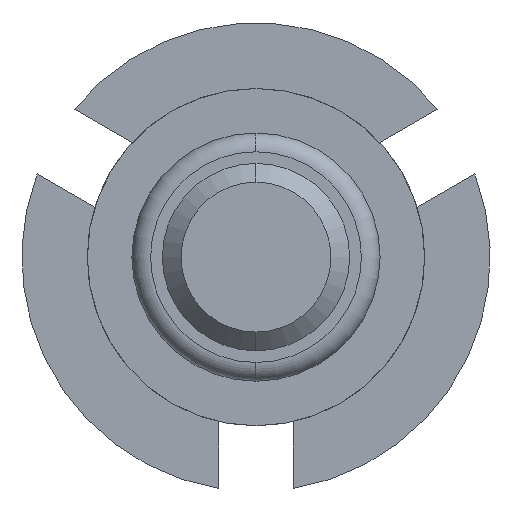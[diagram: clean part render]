
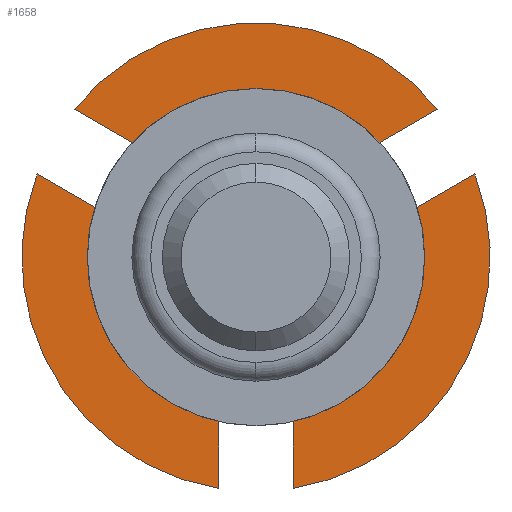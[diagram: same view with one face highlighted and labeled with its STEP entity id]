
A CAD part, front view. The second image highlights one B-rep face of the part: STEP entity #1658.
In plain terms, the highlighted planar face has unit normal (0, -1, 0).
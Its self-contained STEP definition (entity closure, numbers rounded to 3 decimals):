
#24 = LINE ( 'NONE', #701, #1962 ) ;
#29 = CARTESIAN_POINT ( 'NONE',  ( 1.937, 5.5, 1.58 ) ) ;
#91 = VECTOR ( 'NONE', #1424, 1000. ) ;
#110 = CARTESIAN_POINT ( 'NONE',  ( -0.4, 5.5, -2.468 ) ) ;
#128 = DIRECTION ( 'NONE',  ( -1., 0., 0. ) ) ;
#130 = LINE ( 'NONE', #385, #236 ) ;
#142 = EDGE_CURVE ( 'Defeature ausgef�hrt4_44+Defeature ausgef�hrt4_27+Defeature ausgef�hrt4_45+Defeature ausgef�hrt4_43', #918, #3724, #4344, .T. ) ;
#144 = VERTEX_POINT ( 'NONE', #2876 ) ;
#184 = FACE_BOUND ( 'NONE', #3423, .T. ) ;
#210 = VERTEX_POINT ( 'NONE', #1174 ) ;
#236 = VECTOR ( 'NONE', #2524, 1000. ) ;
#271 = CARTESIAN_POINT ( 'NONE',  ( 2.337, 5.5, 0.887 ) ) ;
#279 = EDGE_CURVE ( 'Defeature ausgef�hrt4_36+Defeature ausgef�hrt4_27+Defeature ausgef�hrt4_43+Defeature ausgef�hrt4_39', #4047, #210, #1721, .T. ) ;
#305 = CARTESIAN_POINT ( 'NONE',  ( -0.4, 5.5, -1.5 ) ) ;
#323 = VERTEX_POINT ( 'NONE', #1423 ) ;
#346 = DIRECTION ( 'NONE',  ( -0.866, 0., 0.5 ) ) ;
#369 = LINE ( 'NONE', #4264, #4066 ) ;
#376 = EDGE_LOOP ( 'NONE', ( #1620, #2744, #3165, #2806, #2627, #1528, #4083, #2562, #3812, #1253, #2701, #2654 ) ) ;
#385 = CARTESIAN_POINT ( 'NONE',  ( -1.299, 5.5, 0.75 ) ) ;
#392 = DIRECTION ( 'NONE',  ( 0., 0., 1. ) ) ;
#466 = CARTESIAN_POINT ( 'NONE',  ( -1.937, 5.5, 1.58 ) ) ;
#478 = ORIENTED_EDGE ( 'NONE', *, *, #1170, .F. ) ;
#568 = CARTESIAN_POINT ( 'NONE',  ( 0., 5.5, 0. ) ) ;
#577 = CARTESIAN_POINT ( 'NONE',  ( -1.099, 5.5, 1.096 ) ) ;
#622 = DIRECTION ( 'NONE',  ( 0., 0., -1. ) ) ;
#699 = DIRECTION ( 'NONE',  ( 0., 0., -1. ) ) ;
#701 = CARTESIAN_POINT ( 'NONE',  ( 0.2, 5.5, -0.346 ) ) ;
#702 = VECTOR ( 'NONE', #128, 1000. ) ;
#717 = VERTEX_POINT ( 'NONE', #1657 ) ;
#791 = CARTESIAN_POINT ( 'NONE',  ( 1.499, 5.5, 0.404 ) ) ;
#818 = LINE ( 'NONE', #1970, #2086 ) ;
#834 = CARTESIAN_POINT ( 'NONE',  ( -2.337, 5.5, 0.887 ) ) ;
#869 = VECTOR ( 'NONE', #3586, 1000. ) ;
#911 = VERTEX_POINT ( 'NONE', #1388 ) ;
#918 = VERTEX_POINT ( 'NONE', #3447 ) ;
#941 = VERTEX_POINT ( 'NONE', #2838 ) ;
#954 = VECTOR ( 'NONE', #4346, 1000. ) ;
#1045 = AXIS2_PLACEMENT_3D ( 'NONE', #4050, #2640, #3693 ) ;
#1068 = VERTEX_POINT ( 'NONE', #3903 ) ;
#1077 = EDGE_CURVE ( 'Defeature ausgef�hrt4_42+Defeature ausgef�hrt4_27+Defeature ausgef�hrt4_40+Defeature ausgef�hrt4_41', #941, #1292, #130, .T. ) ;
#1094 = LINE ( 'NONE', #1493, #4394 ) ;
#1116 = FACE_OUTER_BOUND ( 'NONE', #376, .T. ) ;
#1145 = CARTESIAN_POINT ( 'NONE',  ( 0., 5.5, 1.075 ) ) ;
#1170 = EDGE_CURVE ( 'Defeature ausgef�hrt4_29+Defeature ausgef�hrt4_27+Defeature ausgef�hrt4_30+Defeature ausgef�hrt4_32', #717, #911, #1899, .T. ) ;
#1174 = CARTESIAN_POINT ( 'NONE',  ( 0.4, 5.5, -2.468 ) ) ;
#1253 = ORIENTED_EDGE ( 'NONE', *, *, #3085, .F. ) ;
#1292 = VERTEX_POINT ( 'NONE', #577 ) ;
#1371 = LINE ( 'NONE', #1145, #4500 ) ;
#1388 = CARTESIAN_POINT ( 'NONE',  ( -1.655, 5.5, 0. ) ) ;
#1423 = CARTESIAN_POINT ( 'NONE',  ( 0.4, 5.5, -1.5 ) ) ;
#1424 = DIRECTION ( 'NONE',  ( 0.839, 0., -0.545 ) ) ;
#1430 = DIRECTION ( 'NONE',  ( 0.866, 0., -0.5 ) ) ;
#1485 = CIRCLE ( 'NONE', #2981, 2.5 ) ;
#1493 = CARTESIAN_POINT ( 'NONE',  ( -0.2, 5.5, -0.346 ) ) ;
#1519 = DIRECTION ( 'NONE',  ( 0.5, 0., -0.866 ) ) ;
#1528 = ORIENTED_EDGE ( 'NONE', *, *, #1077, .F. ) ;
#1570 = VERTEX_POINT ( 'NONE', #29 ) ;
#1578 = CARTESIAN_POINT ( 'NONE',  ( 0., 5.5, 0. ) ) ;
#1620 = ORIENTED_EDGE ( 'NONE', *, *, #1995, .F. ) ;
#1657 = CARTESIAN_POINT ( 'NONE',  ( 0., 5.5, 1.075 ) ) ;
#1658 = ADVANCED_FACE ( 'Defeature ausgef�hrt4_27', ( #1116, #184 ), #2284, .T. ) ;
#1670 = AXIS2_PLACEMENT_3D ( 'NONE', #568, #3038, #2349 ) ;
#1721 = CIRCLE ( 'NONE', #1852, 2.5 ) ;
#1772 = DIRECTION ( 'NONE',  ( 0., 0., -1. ) ) ;
#1818 = LINE ( 'NONE', #2126, #2314 ) ;
#1825 = DIRECTION ( 'NONE',  ( -0.839, 0., 0.545 ) ) ;
#1852 = AXIS2_PLACEMENT_3D ( 'NONE', #1578, #1991, #699 ) ;
#1862 = LINE ( 'NONE', #2888, #869 ) ;
#1899 = LINE ( 'NONE', #3978, #954 ) ;
#1962 = VECTOR ( 'NONE', #3111, 1000. ) ;
#1970 = CARTESIAN_POINT ( 'NONE',  ( 1.655, 5.5, 0. ) ) ;
#1991 = DIRECTION ( 'NONE',  ( 0., 1., 0. ) ) ;
#1995 = EDGE_CURVE ( 'Defeature ausgef�hrt4_43+Defeature ausgef�hrt4_27+Defeature ausgef�hrt4_44+Defeature ausgef�hrt4_36', #3724, #4047, #24, .T. ) ;
#2044 = CARTESIAN_POINT ( 'NONE',  ( 0., 5.5, 0. ) ) ;
#2086 = VECTOR ( 'NONE', #3406, 1000. ) ;
#2126 = CARTESIAN_POINT ( 'NONE',  ( 0.2, 5.5, 0.346 ) ) ;
#2284 = PLANE ( 'NONE',  #1670 ) ;
#2314 = VECTOR ( 'NONE', #346, 1000. ) ;
#2349 = DIRECTION ( 'NONE',  ( 0., 0., -1. ) ) ;
#2427 = DIRECTION ( 'NONE',  ( 0., 1., 0. ) ) ;
#2457 = EDGE_CURVE ( 'Defeature ausgef�hrt4_22+Defeature ausgef�hrt4_27+Defeature ausgef�hrt4_37+Defeature ausgef�hrt4_40', #3272, #4414, #1485, .T. ) ;
#2468 = LINE ( 'NONE', #3138, #3307 ) ;
#2484 = CARTESIAN_POINT ( 'NONE',  ( 0., 5.5, -1.075 ) ) ;
#2513 = CARTESIAN_POINT ( 'NONE',  ( 0., 5.5, -1.5 ) ) ;
#2524 = DIRECTION ( 'NONE',  ( 0.5, 0., 0.866 ) ) ;
#2562 = ORIENTED_EDGE ( 'NONE', *, *, #2457, .F. ) ;
#2627 = ORIENTED_EDGE ( 'NONE', *, *, #2989, .F. ) ;
#2640 = DIRECTION ( 'NONE',  ( 0., 1., 0. ) ) ;
#2654 = ORIENTED_EDGE ( 'NONE', *, *, #279, .F. ) ;
#2701 = ORIENTED_EDGE ( 'NONE', *, *, #3025, .F. ) ;
#2708 = EDGE_CURVE ( 'Defeature ausgef�hrt4_31+Defeature ausgef�hrt4_27+Defeature ausgef�hrt4_32+Defeature ausgef�hrt4_30', #1068, #144, #818, .T. ) ;
#2744 = ORIENTED_EDGE ( 'NONE', *, *, #142, .F. ) ;
#2806 = ORIENTED_EDGE ( 'NONE', *, *, #4542, .F. ) ;
#2838 = CARTESIAN_POINT ( 'NONE',  ( -1.499, 5.5, 0.404 ) ) ;
#2876 = CARTESIAN_POINT ( 'NONE',  ( 1.655, 5.5, 0. ) ) ;
#2888 = CARTESIAN_POINT ( 'NONE',  ( -0.2, 5.5, 0.346 ) ) ;
#2942 = VERTEX_POINT ( 'NONE', #305 ) ;
#2981 = AXIS2_PLACEMENT_3D ( 'NONE', #2044, #2427, #622 ) ;
#2989 = EDGE_CURVE ( 'Defeature ausgef�hrt4_41+Defeature ausgef�hrt4_27+Defeature ausgef�hrt4_42+Defeature ausgef�hrt4_20', #1292, #3120, #1818, .T. ) ;
#3025 = EDGE_CURVE ( 'Defeature ausgef�hrt4_39+Defeature ausgef�hrt4_27+Defeature ausgef�hrt4_36+Defeature ausgef�hrt4_38', #210, #323, #369, .T. ) ;
#3038 = DIRECTION ( 'NONE',  ( 0., -1., 0. ) ) ;
#3085 = EDGE_CURVE ( 'Defeature ausgef�hrt4_38+Defeature ausgef�hrt4_27+Defeature ausgef�hrt4_39+Defeature ausgef�hrt4_37', #323, #2942, #3900, .T. ) ;
#3111 = DIRECTION ( 'NONE',  ( 0.866, 0., 0.5 ) ) ;
#3120 = VERTEX_POINT ( 'NONE', #466 ) ;
#3123 = LINE ( 'NONE', #2484, #91 ) ;
#3138 = CARTESIAN_POINT ( 'NONE',  ( -0.4, 5.5, 0. ) ) ;
#3139 = EDGE_CURVE ( 'Defeature ausgef�hrt4_30+Defeature ausgef�hrt4_27+Defeature ausgef�hrt4_31+Defeature ausgef�hrt4_29', #144, #717, #1371, .T. ) ;
#3165 = ORIENTED_EDGE ( 'NONE', *, *, #4324, .F. ) ;
#3233 = CIRCLE ( 'NONE', #1045, 2.5 ) ;
#3246 = CARTESIAN_POINT ( 'NONE',  ( 1.299, 5.5, 0.75 ) ) ;
#3272 = VERTEX_POINT ( 'NONE', #110 ) ;
#3307 = VECTOR ( 'NONE', #1772, 1000. ) ;
#3406 = DIRECTION ( 'NONE',  ( 0.839, 0., 0.545 ) ) ;
#3408 = VECTOR ( 'NONE', #1519, 1000. ) ;
#3423 = EDGE_LOOP ( 'NONE', ( #3618, #4202, #3433, #478 ) ) ;
#3433 = ORIENTED_EDGE ( 'NONE', *, *, #4161, .F. ) ;
#3447 = CARTESIAN_POINT ( 'NONE',  ( 1.099, 5.5, 1.096 ) ) ;
#3586 = DIRECTION ( 'NONE',  ( -0.866, 0., -0.5 ) ) ;
#3608 = EDGE_CURVE ( 'Defeature ausgef�hrt4_37+Defeature ausgef�hrt4_27+Defeature ausgef�hrt4_38+Defeature ausgef�hrt4_22', #2942, #3272, #2468, .T. ) ;
#3618 = ORIENTED_EDGE ( 'NONE', *, *, #3139, .F. ) ;
#3682 = EDGE_CURVE ( 'Defeature ausgef�hrt4_40+Defeature ausgef�hrt4_27+Defeature ausgef�hrt4_22+Defeature ausgef�hrt4_42', #4414, #941, #1094, .T. ) ;
#3693 = DIRECTION ( 'NONE',  ( 0., 0., -1. ) ) ;
#3724 = VERTEX_POINT ( 'NONE', #791 ) ;
#3812 = ORIENTED_EDGE ( 'NONE', *, *, #3608, .F. ) ;
#3900 = LINE ( 'NONE', #2513, #702 ) ;
#3903 = CARTESIAN_POINT ( 'NONE',  ( 0., 5.5, -1.075 ) ) ;
#3978 = CARTESIAN_POINT ( 'NONE',  ( -1.655, 5.5, 0. ) ) ;
#4047 = VERTEX_POINT ( 'NONE', #271 ) ;
#4050 = CARTESIAN_POINT ( 'NONE',  ( 0., 5.5, 0. ) ) ;
#4066 = VECTOR ( 'NONE', #392, 1000. ) ;
#4083 = ORIENTED_EDGE ( 'NONE', *, *, #3682, .F. ) ;
#4161 = EDGE_CURVE ( 'Defeature ausgef�hrt4_32+Defeature ausgef�hrt4_27+Defeature ausgef�hrt4_29+Defeature ausgef�hrt4_31', #911, #1068, #3123, .T. ) ;
#4202 = ORIENTED_EDGE ( 'NONE', *, *, #2708, .F. ) ;
#4264 = CARTESIAN_POINT ( 'NONE',  ( 0.4, 5.5, 0. ) ) ;
#4324 = EDGE_CURVE ( 'Defeature ausgef�hrt4_45+Defeature ausgef�hrt4_27+Defeature ausgef�hrt4_20+Defeature ausgef�hrt4_44', #1570, #918, #1862, .T. ) ;
#4344 = LINE ( 'NONE', #3246, #3408 ) ;
#4346 = DIRECTION ( 'NONE',  ( -0.839, 0., -0.545 ) ) ;
#4394 = VECTOR ( 'NONE', #1430, 1000. ) ;
#4414 = VERTEX_POINT ( 'NONE', #834 ) ;
#4500 = VECTOR ( 'NONE', #1825, 1000. ) ;
#4542 = EDGE_CURVE ( 'Defeature ausgef�hrt4_20+Defeature ausgef�hrt4_27+Defeature ausgef�hrt4_41+Defeature ausgef�hrt4_45', #3120, #1570, #3233, .T. ) ;
